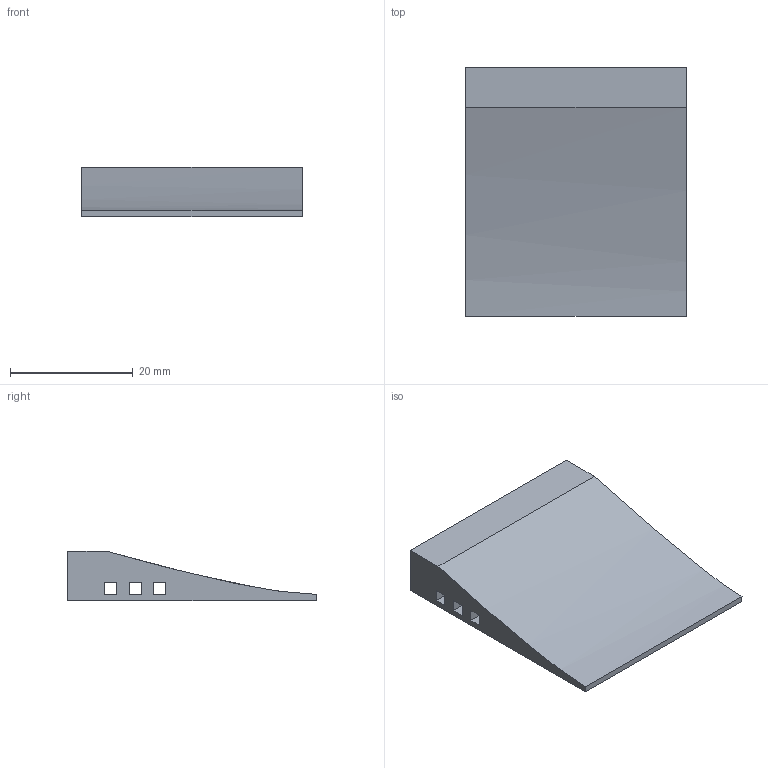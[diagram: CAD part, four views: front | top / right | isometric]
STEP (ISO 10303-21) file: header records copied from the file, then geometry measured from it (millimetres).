
FILE_DESCRIPTION(/* description */ (''),/* implementation_level */ '2;1');
FILE_NAME(/* name */ 'PCB holder color doesnt matter.step',/* time_stamp */ '2025-06-23T19:45:04+05:30',/* author */ (''),/* organization */ (''),/* preprocessor_version */ 'ST-DEVELOPER v20.1',/* originating_system */ 'Autodesk Translation Framework v14.10.0.0',/* authorisation */ '');
FILE_SCHEMA (('AUTOMOTIVE_DESIGN { 1 0 10303 214 3 1 1 }'));
Length unit declared in the file: millimetre
Products named in the file (1): Case Infrared
Bounding box: 36 x 40.5 x 8 mm (x, y, z)
Volume: 6008.9 mm3; surface area: 4619.9 mm2
Topology: 1 solids, 1 shells, 29 faces, 66 edges, 44 vertices
Faces by surface type: plane 23, cylinder 5, bspline 1
Full cylindrical faces by diameter (mm): 4.6 x5
Entity records: 882 total; most frequent: CARTESIAN_POINT 190, ORIENTED_EDGE 132, DIRECTION 131, EDGE_CURVE 66, LINE 53, VECTOR 53, VERTEX_POINT 44, EDGE_LOOP 40
